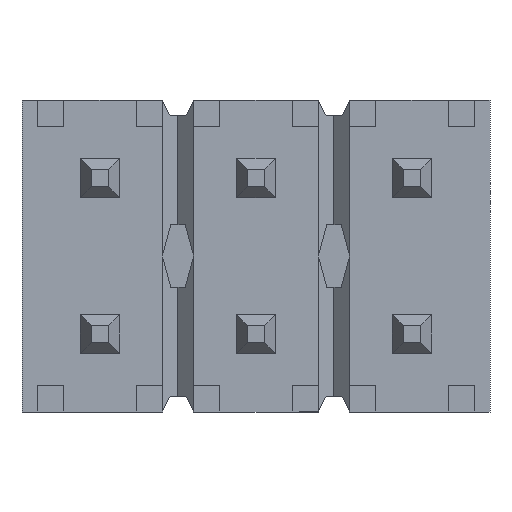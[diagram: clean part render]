
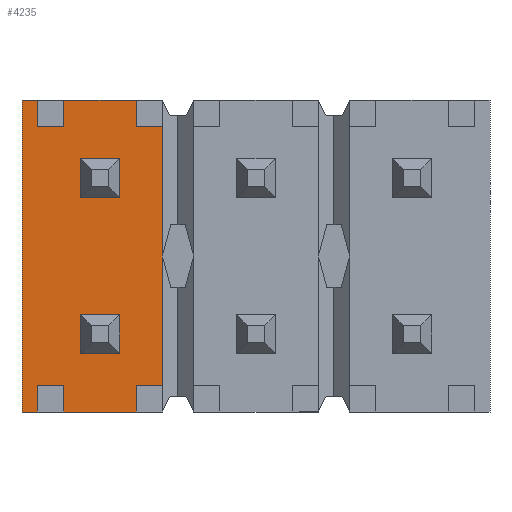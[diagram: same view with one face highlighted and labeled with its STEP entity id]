
A CAD part, front view. The second image highlights one B-rep face of the part: STEP entity #4235.
In plain terms, the highlighted planar face has unit normal (0, -1, 0).
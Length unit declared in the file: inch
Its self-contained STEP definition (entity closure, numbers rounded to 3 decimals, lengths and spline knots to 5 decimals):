
#512=ORIENTED_EDGE('',*,*,#1434,.F.);
#513=ORIENTED_EDGE('',*,*,#1539,.F.);
#514=ORIENTED_EDGE('',*,*,#1441,.T.);
#515=ORIENTED_EDGE('',*,*,#1355,.T.);
#516=ORIENTED_EDGE('',*,*,#1438,.F.);
#517=ORIENTED_EDGE('',*,*,#1540,.F.);
#518=ORIENTED_EDGE('',*,*,#1315,.F.);
#519=ORIENTED_EDGE('',*,*,#1312,.F.);
#520=ORIENTED_EDGE('',*,*,#1541,.T.);
#521=ORIENTED_EDGE('',*,*,#1435,.F.);
#522=ORIENTED_EDGE('',*,*,#1326,.T.);
#523=ORIENTED_EDGE('',*,*,#1440,.T.);
#524=ORIENTED_EDGE('',*,*,#1542,.T.);
#525=ORIENTED_EDGE('',*,*,#1431,.F.);
#526=ORIENTED_EDGE('',*,*,#1322,.T.);
#527=ORIENTED_EDGE('',*,*,#1531,.T.);
#528=ORIENTED_EDGE('',*,*,#1359,.T.);
#529=ORIENTED_EDGE('',*,*,#1527,.F.);
#530=ORIENTED_EDGE('',*,*,#1506,.F.);
#531=ORIENTED_EDGE('',*,*,#1503,.F.);
#532=ORIENTED_EDGE('',*,*,#1500,.F.);
#533=ORIENTED_EDGE('',*,*,#1529,.F.);
#534=ORIENTED_EDGE('',*,*,#1516,.F.);
#535=ORIENTED_EDGE('',*,*,#1513,.F.);
#536=ORIENTED_EDGE('',*,*,#1510,.F.);
#1312=EDGE_CURVE('',#1894,#1890,#2276,.T.);
#1315=EDGE_CURVE('',#1890,#1896,#2279,.T.);
#1322=EDGE_CURVE('',#1901,#1900,#2286,.T.);
#1326=EDGE_CURVE('',#1905,#1904,#2290,.T.);
#1355=EDGE_CURVE('',#1926,#1925,#2319,.T.);
#1359=EDGE_CURVE('',#1930,#1929,#2323,.T.);
#1431=EDGE_CURVE('',#1901,#1973,#2395,.T.);
#1434=EDGE_CURVE('',#1974,#1929,#2398,.T.);
#1435=EDGE_CURVE('',#1905,#1975,#2399,.T.);
#1438=EDGE_CURVE('',#1976,#1925,#2402,.T.);
#1440=EDGE_CURVE('',#1904,#1977,#2404,.T.);
#1441=EDGE_CURVE('',#1978,#1926,#2405,.T.);
#1500=EDGE_CURVE('',#2020,#2021,#2464,.T.);
#1503=EDGE_CURVE('',#2021,#2023,#2467,.T.);
#1506=EDGE_CURVE('',#2023,#2025,#2470,.T.);
#1510=EDGE_CURVE('',#2028,#2029,#2474,.T.);
#1513=EDGE_CURVE('',#2029,#2031,#2477,.T.);
#1516=EDGE_CURVE('',#2031,#2033,#2480,.T.);
#1527=EDGE_CURVE('',#2025,#2020,#2491,.T.);
#1529=EDGE_CURVE('',#2033,#2028,#2493,.T.);
#1531=EDGE_CURVE('',#1900,#1930,#2495,.T.);
#1539=EDGE_CURVE('',#1978,#1974,#2503,.T.);
#1540=EDGE_CURVE('',#1896,#1976,#2504,.T.);
#1541=EDGE_CURVE('',#1894,#1975,#2505,.T.);
#1542=EDGE_CURVE('',#1977,#1973,#2506,.T.);
#1890=VERTEX_POINT('',#5909);
#1894=VERTEX_POINT('',#5917);
#1896=VERTEX_POINT('',#5924);
#1900=VERTEX_POINT('',#5935);
#1901=VERTEX_POINT('',#5937);
#1904=VERTEX_POINT('',#5943);
#1905=VERTEX_POINT('',#5945);
#1925=VERTEX_POINT('',#5996);
#1926=VERTEX_POINT('',#5998);
#1929=VERTEX_POINT('',#6004);
#1930=VERTEX_POINT('',#6006);
#1973=VERTEX_POINT('',#6146);
#1974=VERTEX_POINT('',#6150);
#1975=VERTEX_POINT('',#6154);
#1976=VERTEX_POINT('',#6158);
#1977=VERTEX_POINT('',#6162);
#1978=VERTEX_POINT('',#6166);
#2020=VERTEX_POINT('',#6287);
#2021=VERTEX_POINT('',#6289);
#2023=VERTEX_POINT('',#6295);
#2025=VERTEX_POINT('',#6301);
#2028=VERTEX_POINT('',#6308);
#2029=VERTEX_POINT('',#6310);
#2031=VERTEX_POINT('',#6316);
#2033=VERTEX_POINT('',#6322);
#2276=LINE('',#5918,#2872);
#2279=LINE('',#5923,#2875);
#2286=LINE('',#5936,#2882);
#2290=LINE('',#5944,#2886);
#2319=LINE('',#5997,#2915);
#2323=LINE('',#6005,#2919);
#2395=LINE('',#6145,#2991);
#2398=LINE('',#6151,#2994);
#2399=LINE('',#6153,#2995);
#2402=LINE('',#6159,#2998);
#2404=LINE('',#6163,#3000);
#2405=LINE('',#6165,#3001);
#2464=LINE('',#6288,#3060);
#2467=LINE('',#6294,#3063);
#2470=LINE('',#6300,#3066);
#2474=LINE('',#6309,#3070);
#2477=LINE('',#6315,#3073);
#2480=LINE('',#6321,#3076);
#2491=LINE('',#6339,#3087);
#2493=LINE('',#6342,#3089);
#2495=LINE('',#6345,#3091);
#2503=LINE('',#6359,#3099);
#2504=LINE('',#6360,#3100);
#2505=LINE('',#6361,#3101);
#2506=LINE('',#6362,#3102);
#2872=VECTOR('',#4776,39.37008);
#2875=VECTOR('',#4781,39.37008);
#2882=VECTOR('',#4790,39.37008);
#2886=VECTOR('',#4794,39.37008);
#2915=VECTOR('',#4829,39.37008);
#2919=VECTOR('',#4833,39.37008);
#2991=VECTOR('',#4955,39.37008);
#2994=VECTOR('',#4960,39.37008);
#2995=VECTOR('',#4963,39.37008);
#2998=VECTOR('',#4968,39.37008);
#3000=VECTOR('',#4972,39.37008);
#3001=VECTOR('',#4975,39.37008);
#3060=VECTOR('',#5076,39.37008);
#3063=VECTOR('',#5081,39.37008);
#3066=VECTOR('',#5086,39.37008);
#3070=VECTOR('',#5092,39.37008);
#3073=VECTOR('',#5097,39.37008);
#3076=VECTOR('',#5102,39.37008);
#3087=VECTOR('',#5123,39.37008);
#3089=VECTOR('',#5127,39.37008);
#3091=VECTOR('',#5131,39.37008);
#3099=VECTOR('',#5151,39.37008);
#3100=VECTOR('',#5152,39.37008);
#3101=VECTOR('',#5153,39.37008);
#3102=VECTOR('',#5154,39.37008);
#3475=EDGE_LOOP('',(#512,#513,#514,#515,#516,#517,#518,#519,#520,#521,#522,
#523,#524,#525,#526,#527,#528));
#3476=EDGE_LOOP('',(#529,#530,#531,#532));
#3477=EDGE_LOOP('',(#533,#534,#535,#536));
#3739=FACE_BOUND('',#3475,.T.);
#3740=FACE_BOUND('',#3476,.T.);
#3741=FACE_BOUND('',#3477,.T.);
#3995=PLANE('',#4501);
#4235=ADVANCED_FACE('',(#3739,#3740,#3741),#3995,.T.);
#4501=AXIS2_PLACEMENT_3D('',#6358,#5149,#5150);
#4776=DIRECTION('',(0.,0.,-1.));
#4781=DIRECTION('',(0.,0.,-1.));
#4790=DIRECTION('',(-1.,0.,0.));
#4794=DIRECTION('',(-1.,0.,0.));
#4829=DIRECTION('',(1.,0.,0.));
#4833=DIRECTION('',(1.,0.,0.));
#4955=DIRECTION('',(0.,0.,-1.));
#4960=DIRECTION('',(0.,0.,-1.));
#4963=DIRECTION('',(0.,0.,-1.));
#4968=DIRECTION('',(0.,0.,-1.));
#4972=DIRECTION('',(0.,0.,-1.));
#4975=DIRECTION('',(0.,0.,-1.));
#5076=DIRECTION('',(1.,0.,0.));
#5081=DIRECTION('',(0.,0.,1.));
#5086=DIRECTION('',(-1.,0.,0.));
#5092=DIRECTION('',(1.,0.,0.));
#5097=DIRECTION('',(0.,0.,1.));
#5102=DIRECTION('',(-1.,0.,0.));
#5123=DIRECTION('',(0.,0.,-1.));
#5127=DIRECTION('',(0.,0.,-1.));
#5131=DIRECTION('',(0.,0.,-1.));
#5149=DIRECTION('',(0.,-1.,0.));
#5150=DIRECTION('',(0.,0.,-1.));
#5151=DIRECTION('',(-1.,0.,0.));
#5152=DIRECTION('',(-1.,0.,0.));
#5153=DIRECTION('',(-1.,0.,0.));
#5154=DIRECTION('',(-1.,0.,0.));
#5909=CARTESIAN_POINT('',(-0.06,0.02,0.));
#5917=CARTESIAN_POINT('',(-0.06,0.02,0.083));
#5918=CARTESIAN_POINT('',(-0.06,0.02,0.3));
#5923=CARTESIAN_POINT('',(-0.06,0.02,0.3));
#5924=CARTESIAN_POINT('',(-0.06,0.02,-0.083));
#5935=CARTESIAN_POINT('',(-0.15,0.02,0.1));
#5936=CARTESIAN_POINT('',(-0.15,0.02,0.1));
#5937=CARTESIAN_POINT('',(-0.14012,0.02,0.1));
#5943=CARTESIAN_POINT('',(-0.12312,0.02,0.1));
#5944=CARTESIAN_POINT('',(-0.15,0.02,0.1));
#5945=CARTESIAN_POINT('',(-0.07688,0.02,0.1));
#5996=CARTESIAN_POINT('',(-0.07688,0.02,-0.1));
#5997=CARTESIAN_POINT('',(0.15,0.02,-0.1));
#5998=CARTESIAN_POINT('',(-0.12312,0.02,-0.1));
#6004=CARTESIAN_POINT('',(-0.14012,0.02,-0.1));
#6005=CARTESIAN_POINT('',(0.15,0.02,-0.1));
#6006=CARTESIAN_POINT('',(-0.15,0.02,-0.1));
#6145=CARTESIAN_POINT('',(-0.14012,0.02,0.2));
#6146=CARTESIAN_POINT('',(-0.14012,0.02,0.083));
#6150=CARTESIAN_POINT('',(-0.14012,0.02,-0.083));
#6151=CARTESIAN_POINT('',(-0.14012,0.02,0.2));
#6153=CARTESIAN_POINT('',(-0.07688,0.02,0.2));
#6154=CARTESIAN_POINT('',(-0.07688,0.02,0.083));
#6158=CARTESIAN_POINT('',(-0.07688,0.02,-0.083));
#6159=CARTESIAN_POINT('',(-0.07688,0.02,0.2));
#6162=CARTESIAN_POINT('',(-0.12312,0.02,0.083));
#6163=CARTESIAN_POINT('',(-0.12312,0.02,0.2));
#6165=CARTESIAN_POINT('',(-0.12312,0.02,0.2));
#6166=CARTESIAN_POINT('',(-0.12312,0.02,-0.083));
#6287=CARTESIAN_POINT('',(-0.1125,0.02,0.0375));
#6288=CARTESIAN_POINT('',(-0.0875,0.02,0.0375));
#6289=CARTESIAN_POINT('',(-0.0875,0.02,0.0375));
#6294=CARTESIAN_POINT('',(-0.0875,0.02,0.0625));
#6295=CARTESIAN_POINT('',(-0.0875,0.02,0.0625));
#6300=CARTESIAN_POINT('',(-0.1125,0.02,0.0625));
#6301=CARTESIAN_POINT('',(-0.1125,0.02,0.0625));
#6308=CARTESIAN_POINT('',(-0.1125,0.02,-0.0625));
#6309=CARTESIAN_POINT('',(-0.0875,0.02,-0.0625));
#6310=CARTESIAN_POINT('',(-0.0875,0.02,-0.0625));
#6315=CARTESIAN_POINT('',(-0.0875,0.02,-0.0375));
#6316=CARTESIAN_POINT('',(-0.0875,0.02,-0.0375));
#6321=CARTESIAN_POINT('',(-0.1125,0.02,-0.0375));
#6322=CARTESIAN_POINT('',(-0.1125,0.02,-0.0375));
#6339=CARTESIAN_POINT('',(-0.1125,0.02,0.0375));
#6342=CARTESIAN_POINT('',(-0.1125,0.02,-0.0625));
#6345=CARTESIAN_POINT('',(-0.15,0.02,-0.1));
#6358=CARTESIAN_POINT('',(-0.14012,0.02,0.2));
#6359=CARTESIAN_POINT('',(0.3,0.02,-0.083));
#6360=CARTESIAN_POINT('',(0.3,0.02,-0.083));
#6361=CARTESIAN_POINT('',(0.3,0.02,0.083));
#6362=CARTESIAN_POINT('',(0.3,0.02,0.083));
